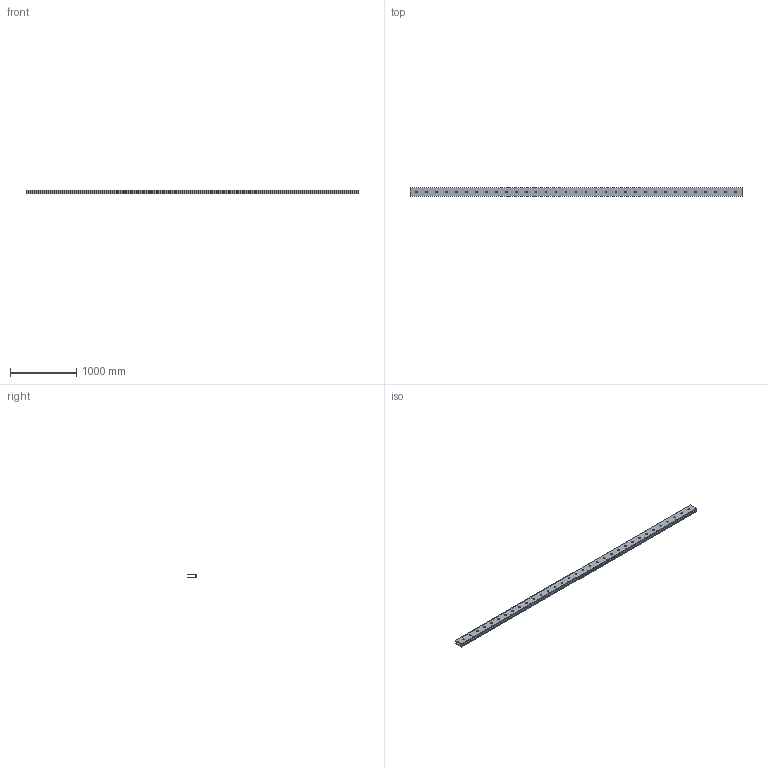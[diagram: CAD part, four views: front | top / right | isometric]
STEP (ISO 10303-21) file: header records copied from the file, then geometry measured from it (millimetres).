
FILE_DESCRIPTION (( 'STEP AP214' ), '1' );
FILE_NAME ('AL_0009-5000-S-E.STEP', '2022-04-08T06:38:44', ( '' ), ( '' ), 'SwSTEP 2.0', 'SolidWorks 2019', '' );
FILE_SCHEMA (( 'AUTOMOTIVE_DESIGN' ));
Length unit declared in the file: millimetre
Products named in the file (1): AL_0009-5000-S-E
Bounding box: 5000 x 128 x 59.95 mm (x, y, z)
Volume: 15808863.4 mm3; surface area: 3042303 mm2
Topology: 1 solids, 1 shells, 290 faces, 732 edges, 444 vertices
Faces by surface type: cylinder 206, cone 66, plane 18
Entity records: 8918 total; most frequent: CARTESIAN_POINT 1863, ORIENTED_EDGE 1464, DIRECTION 1462, EDGE_CURVE 732, AXIS2_PLACEMENT_3D 571, VERTEX_POINT 444, EDGE_LOOP 422, VECTOR 320
